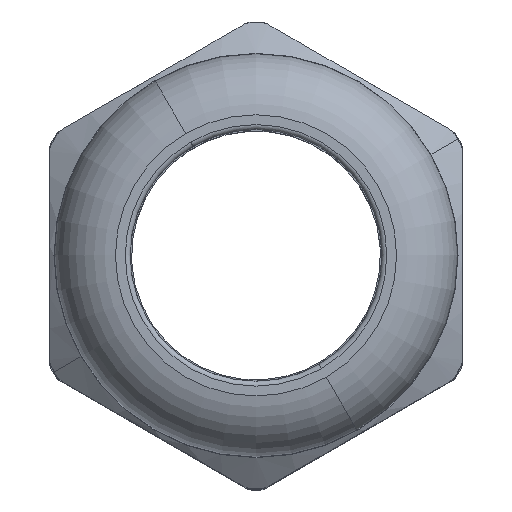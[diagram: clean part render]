
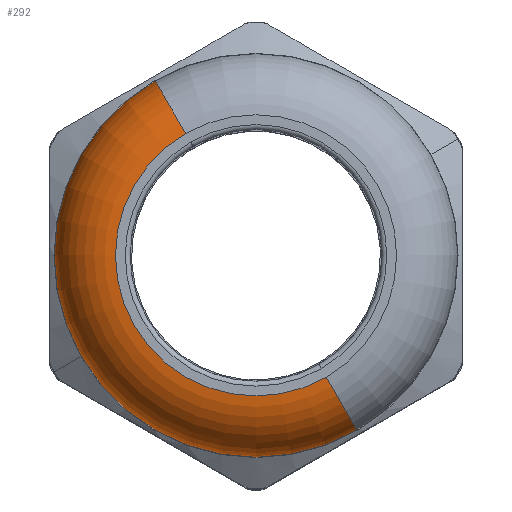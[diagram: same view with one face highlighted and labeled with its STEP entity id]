
A CAD part, top view. The second image highlights one B-rep face of the part: STEP entity #292.
In plain terms, the highlighted toroidal (fillet/blend) face has major radius 13.564 mm and minor radius 6.961 mm.
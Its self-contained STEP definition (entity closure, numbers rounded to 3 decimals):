
#214=AXIS2_PLACEMENT_3D('Circle Axis2P3D',#212,#213,$) ;
#237=AXIS2_PLACEMENT_3D('Circle Axis2P3D',#235,#236,$) ;
#266=AXIS2_PLACEMENT_3D('Torus Axis2P3D',#263,#264,#265) ;
#270=AXIS2_PLACEMENT_3D('Circle Axis2P3D',#268,#269,$) ;
#277=AXIS2_PLACEMENT_3D('Circle Axis2P3D',#275,#276,$) ;
#282=AXIS2_PLACEMENT_3D('Circle Axis2P3D',#280,#281,$) ;
#212=CARTESIAN_POINT('Axis2P3D Location',(14.218,35.576,45.08)) ;
#216=CARTESIAN_POINT('Vertex',(13.84,36.23,52.)) ;
#218=CARTESIAN_POINT('Vertex',(10.738,41.604,45.08)) ;
#232=CARTESIAN_POINT('Vertex',(28.16,11.427,52.)) ;
#235=CARTESIAN_POINT('Axis2P3D Location',(27.782,12.082,45.08)) ;
#239=CARTESIAN_POINT('Vertex',(31.263,6.054,45.08)) ;
#263=CARTESIAN_POINT('Axis2P3D Location',(21.,23.829,45.08)) ;
#268=CARTESIAN_POINT('Axis2P3D Location',(21.,23.829,45.08)) ;
#272=CARTESIAN_POINT('Vertex',(3.225,13.566,45.08)) ;
#275=CARTESIAN_POINT('Axis2P3D Location',(21.,23.829,45.08)) ;
#280=CARTESIAN_POINT('Axis2P3D Location',(21.,23.829,52.)) ;
#213=DIRECTION('Axis2P3D Direction',(-0.866,-0.5,0.)) ;
#236=DIRECTION('Axis2P3D Direction',(0.866,0.5,0.)) ;
#264=DIRECTION('Axis2P3D Direction',(0.,0.,-1.)) ;
#265=DIRECTION('Axis2P3D XDirection',(0.5,-0.866,0.)) ;
#269=DIRECTION('Axis2P3D Direction',(0.,0.,-1.)) ;
#276=DIRECTION('Axis2P3D Direction',(0.,0.,-1.)) ;
#281=DIRECTION('Axis2P3D Direction',(0.,0.,-1.)) ;
#286=ORIENTED_EDGE('',*,*,#220,.T.) ;
#287=ORIENTED_EDGE('',*,*,#274,.F.) ;
#288=ORIENTED_EDGE('',*,*,#279,.F.) ;
#289=ORIENTED_EDGE('',*,*,#241,.T.) ;
#290=ORIENTED_EDGE('',*,*,#284,.T.) ;
#292=ADVANCED_FACE('VG_29_OT\\Hauptk\X2\00F6\X0\rper',(#291),#267,.T.) ;
#215=CIRCLE('generated circle',#214,6.961) ;
#238=CIRCLE('generated circle',#237,6.961) ;
#271=CIRCLE('generated circle',#270,20.525) ;
#278=CIRCLE('generated circle',#277,20.525) ;
#283=CIRCLE('generated circle',#282,14.32) ;
#267=TOROIDAL_SURFACE('homeo Torus',#266,13.564,6.961) ;
#220=EDGE_CURVE('',#217,#219,#215,.T.) ;
#241=EDGE_CURVE('',#240,#233,#238,.F.) ;
#274=EDGE_CURVE('',#273,#219,#271,.T.) ;
#279=EDGE_CURVE('',#240,#273,#278,.T.) ;
#284=EDGE_CURVE('',#233,#217,#283,.T.) ;
#285=EDGE_LOOP('',(#286,#287,#288,#289,#290)) ;
#291=FACE_OUTER_BOUND('',#285,.T.) ;
#217=VERTEX_POINT('',#216) ;
#219=VERTEX_POINT('',#218) ;
#233=VERTEX_POINT('',#232) ;
#240=VERTEX_POINT('',#239) ;
#273=VERTEX_POINT('',#272) ;
